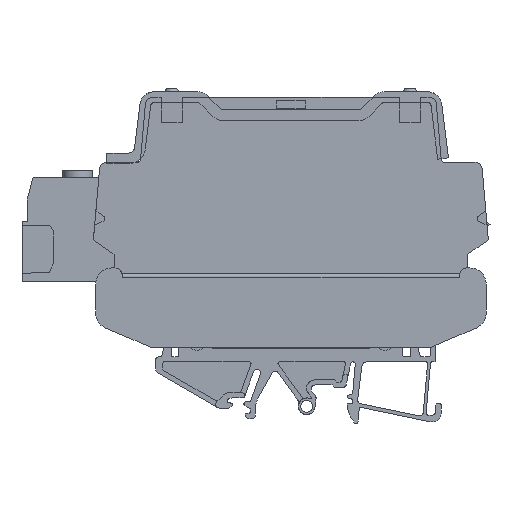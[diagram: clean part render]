
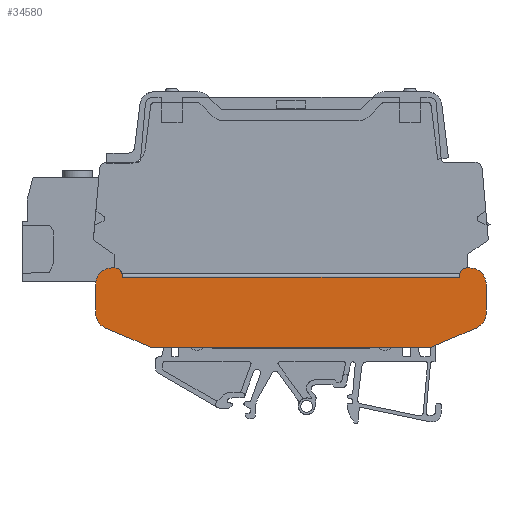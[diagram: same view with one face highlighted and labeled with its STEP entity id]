
A CAD part, left-side view. The second image highlights one B-rep face of the part: STEP entity #34580.
In plain terms, the highlighted planar face has unit normal (-1, 0, 0).
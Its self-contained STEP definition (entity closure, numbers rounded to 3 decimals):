
#33948=AXIS2_PLACEMENT_3D('Circle Axis2P3D',#33946,#33947,$) ;
#34252=AXIS2_PLACEMENT_3D('Circle Axis2P3D',#34250,#34251,$) ;
#34491=AXIS2_PLACEMENT_3D('Plane Axis2P3D',#34488,#34489,#34490) ;
#34495=AXIS2_PLACEMENT_3D('Circle Axis2P3D',#34493,#34494,$) ;
#34509=AXIS2_PLACEMENT_3D('Circle Axis2P3D',#34507,#34508,$) ;
#34544=AXIS2_PLACEMENT_3D('Circle Axis2P3D',#34542,#34543,$) ;
#34558=AXIS2_PLACEMENT_3D('Circle Axis2P3D',#34556,#34557,$) ;
#33907=CARTESIAN_POINT('Line Origine',(0.,99.257,23.884)) ;
#33911=CARTESIAN_POINT('Vertex',(0.,105.458,26.517)) ;
#33913=CARTESIAN_POINT('Vertex',(0.,93.055,21.252)) ;
#33943=CARTESIAN_POINT('Vertex',(0.,108.2,30.659)) ;
#33946=CARTESIAN_POINT('Axis2P3D Location',(0.,103.7,30.659)) ;
#33970=CARTESIAN_POINT('Vertex',(0.,108.2,38.652)) ;
#33985=CARTESIAN_POINT('Line Origine',(0.,108.2,34.656)) ;
#34206=CARTESIAN_POINT('Vertex',(0.,0.,38.652)) ;
#34211=CARTESIAN_POINT('Line Origine',(0.,0.,34.656)) ;
#34215=CARTESIAN_POINT('Vertex',(0.,0.,30.659)) ;
#34247=CARTESIAN_POINT('Vertex',(0.,2.742,26.517)) ;
#34250=CARTESIAN_POINT('Axis2P3D Location',(0.,4.5,30.659)) ;
#34272=CARTESIAN_POINT('Vertex',(0.,15.145,21.252)) ;
#34275=CARTESIAN_POINT('Line Origine',(0.,8.943,23.884)) ;
#34293=CARTESIAN_POINT('Line Origine',(0.,54.1,21.252)) ;
#34488=CARTESIAN_POINT('Axis2P3D Location',(0.,54.1,21.252)) ;
#34493=CARTESIAN_POINT('Axis2P3D Location',(0.,4.5,38.652)) ;
#34497=CARTESIAN_POINT('Vertex',(0.,4.5,43.152)) ;
#34500=CARTESIAN_POINT('Line Origine',(0.,4.925,43.152)) ;
#34504=CARTESIAN_POINT('Vertex',(0.,5.35,43.152)) ;
#34507=CARTESIAN_POINT('Axis2P3D Location',(0.,5.35,41.152)) ;
#34511=CARTESIAN_POINT('Vertex',(0.,7.35,41.152)) ;
#34514=CARTESIAN_POINT('Line Origine',(0.,7.35,40.902)) ;
#34518=CARTESIAN_POINT('Vertex',(0.,7.35,40.652)) ;
#34521=CARTESIAN_POINT('Line Origine',(0.,30.725,40.652)) ;
#34525=CARTESIAN_POINT('Vertex',(0.,54.1,40.652)) ;
#34528=CARTESIAN_POINT('Line Origine',(0.,77.475,40.652)) ;
#34532=CARTESIAN_POINT('Vertex',(0.,100.85,40.652)) ;
#34535=CARTESIAN_POINT('Line Origine',(0.,100.85,40.902)) ;
#34539=CARTESIAN_POINT('Vertex',(0.,100.85,41.152)) ;
#34542=CARTESIAN_POINT('Axis2P3D Location',(0.,102.85,41.152)) ;
#34546=CARTESIAN_POINT('Vertex',(0.,102.85,43.152)) ;
#34549=CARTESIAN_POINT('Line Origine',(0.,103.275,43.152)) ;
#34553=CARTESIAN_POINT('Vertex',(0.,103.7,43.152)) ;
#34556=CARTESIAN_POINT('Axis2P3D Location',(0.,103.7,38.652)) ;
#33908=DIRECTION('Vector Direction',(0.,-0.921,-0.391)) ;
#33947=DIRECTION('Axis2P3D Direction',(1.,0.,0.)) ;
#33986=DIRECTION('Vector Direction',(0.,0.,1.)) ;
#34212=DIRECTION('Vector Direction',(0.,0.,1.)) ;
#34251=DIRECTION('Axis2P3D Direction',(1.,0.,0.)) ;
#34276=DIRECTION('Vector Direction',(0.,0.921,-0.391)) ;
#34294=DIRECTION('Vector Direction',(0.,1.,0.)) ;
#34489=DIRECTION('Axis2P3D Direction',(1.,0.,0.)) ;
#34490=DIRECTION('Axis2P3D XDirection',(0.,1.,0.)) ;
#34494=DIRECTION('Axis2P3D Direction',(1.,0.,0.)) ;
#34501=DIRECTION('Vector Direction',(0.,-1.,0.)) ;
#34508=DIRECTION('Axis2P3D Direction',(1.,0.,0.)) ;
#34515=DIRECTION('Vector Direction',(0.,0.,1.)) ;
#34522=DIRECTION('Vector Direction',(0.,-1.,0.)) ;
#34529=DIRECTION('Vector Direction',(0.,-1.,0.)) ;
#34536=DIRECTION('Vector Direction',(0.,0.,1.)) ;
#34543=DIRECTION('Axis2P3D Direction',(1.,0.,0.)) ;
#34550=DIRECTION('Vector Direction',(0.,-1.,0.)) ;
#34557=DIRECTION('Axis2P3D Direction',(1.,0.,0.)) ;
#33909=VECTOR('Line Direction',#33908,1.) ;
#33987=VECTOR('Line Direction',#33986,1.) ;
#34213=VECTOR('Line Direction',#34212,1.) ;
#34277=VECTOR('Line Direction',#34276,1.) ;
#34295=VECTOR('Line Direction',#34294,1.) ;
#34502=VECTOR('Line Direction',#34501,1.) ;
#34516=VECTOR('Line Direction',#34515,1.) ;
#34523=VECTOR('Line Direction',#34522,1.) ;
#34530=VECTOR('Line Direction',#34529,1.) ;
#34537=VECTOR('Line Direction',#34536,1.) ;
#34551=VECTOR('Line Direction',#34550,1.) ;
#34562=ORIENTED_EDGE('',*,*,#34499,.F.) ;
#34563=ORIENTED_EDGE('',*,*,#34506,.T.) ;
#34564=ORIENTED_EDGE('',*,*,#34513,.T.) ;
#34565=ORIENTED_EDGE('',*,*,#34520,.T.) ;
#34566=ORIENTED_EDGE('',*,*,#34527,.T.) ;
#34567=ORIENTED_EDGE('',*,*,#34534,.T.) ;
#34568=ORIENTED_EDGE('',*,*,#34541,.T.) ;
#34569=ORIENTED_EDGE('',*,*,#34548,.T.) ;
#34570=ORIENTED_EDGE('',*,*,#34555,.T.) ;
#34571=ORIENTED_EDGE('',*,*,#34560,.T.) ;
#34572=ORIENTED_EDGE('',*,*,#33989,.T.) ;
#34573=ORIENTED_EDGE('',*,*,#33950,.F.) ;
#34574=ORIENTED_EDGE('',*,*,#33915,.T.) ;
#34575=ORIENTED_EDGE('',*,*,#34297,.F.) ;
#34576=ORIENTED_EDGE('',*,*,#34279,.F.) ;
#34577=ORIENTED_EDGE('',*,*,#34254,.F.) ;
#34578=ORIENTED_EDGE('',*,*,#34217,.T.) ;
#34580=ADVANCED_FACE('ABSCHLUSSPLATTE_1',(#34579),#34492,.F.) ;
#33949=CIRCLE('generated circle',#33948,4.5) ;
#34253=CIRCLE('generated circle',#34252,4.5) ;
#34496=CIRCLE('generated circle',#34495,4.5) ;
#34510=CIRCLE('generated circle',#34509,2.) ;
#34545=CIRCLE('generated circle',#34544,2.) ;
#34559=CIRCLE('generated circle',#34558,4.5) ;
#33915=EDGE_CURVE('',#33912,#33914,#33910,.T.) ;
#33950=EDGE_CURVE('',#33912,#33944,#33949,.T.) ;
#33989=EDGE_CURVE('',#33971,#33944,#33988,.F.) ;
#34217=EDGE_CURVE('',#34216,#34207,#34214,.T.) ;
#34254=EDGE_CURVE('',#34216,#34248,#34253,.T.) ;
#34279=EDGE_CURVE('',#34248,#34273,#34278,.T.) ;
#34297=EDGE_CURVE('',#34273,#33914,#34296,.T.) ;
#34499=EDGE_CURVE('',#34498,#34207,#34496,.T.) ;
#34506=EDGE_CURVE('',#34498,#34505,#34503,.F.) ;
#34513=EDGE_CURVE('',#34505,#34512,#34510,.F.) ;
#34520=EDGE_CURVE('',#34512,#34519,#34517,.F.) ;
#34527=EDGE_CURVE('',#34519,#34526,#34524,.F.) ;
#34534=EDGE_CURVE('',#34526,#34533,#34531,.F.) ;
#34541=EDGE_CURVE('',#34533,#34540,#34538,.T.) ;
#34548=EDGE_CURVE('',#34540,#34547,#34545,.F.) ;
#34555=EDGE_CURVE('',#34547,#34554,#34552,.F.) ;
#34560=EDGE_CURVE('',#34554,#33971,#34559,.F.) ;
#34561=EDGE_LOOP('',(#34562,#34563,#34564,#34565,#34566,#34567,#34568,#34569,#34570,#34571,#34572,#34573,#34574,#34575,#34576,#34577,#34578)) ;
#34579=FACE_OUTER_BOUND('',#34561,.T.) ;
#33910=LINE('Line',#33907,#33909) ;
#33988=LINE('Line',#33985,#33987) ;
#34214=LINE('Line',#34211,#34213) ;
#34278=LINE('Line',#34275,#34277) ;
#34296=LINE('Line',#34293,#34295) ;
#34503=LINE('Line',#34500,#34502) ;
#34517=LINE('Line',#34514,#34516) ;
#34524=LINE('Line',#34521,#34523) ;
#34531=LINE('Line',#34528,#34530) ;
#34538=LINE('Line',#34535,#34537) ;
#34552=LINE('Line',#34549,#34551) ;
#34492=PLANE('',#34491) ;
#33912=VERTEX_POINT('',#33911) ;
#33914=VERTEX_POINT('',#33913) ;
#33944=VERTEX_POINT('',#33943) ;
#33971=VERTEX_POINT('',#33970) ;
#34207=VERTEX_POINT('',#34206) ;
#34216=VERTEX_POINT('',#34215) ;
#34248=VERTEX_POINT('',#34247) ;
#34273=VERTEX_POINT('',#34272) ;
#34498=VERTEX_POINT('',#34497) ;
#34505=VERTEX_POINT('',#34504) ;
#34512=VERTEX_POINT('',#34511) ;
#34519=VERTEX_POINT('',#34518) ;
#34526=VERTEX_POINT('',#34525) ;
#34533=VERTEX_POINT('',#34532) ;
#34540=VERTEX_POINT('',#34539) ;
#34547=VERTEX_POINT('',#34546) ;
#34554=VERTEX_POINT('',#34553) ;
